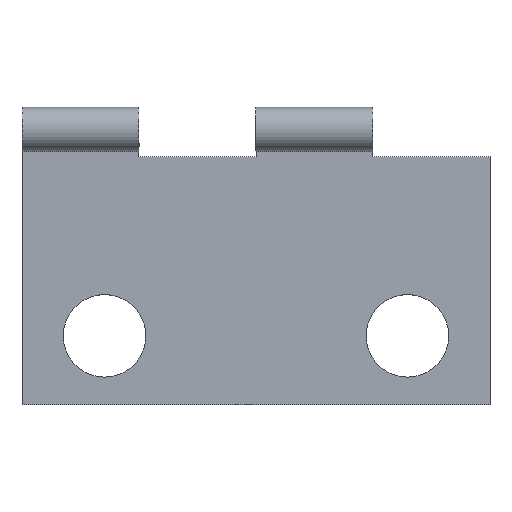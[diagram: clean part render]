
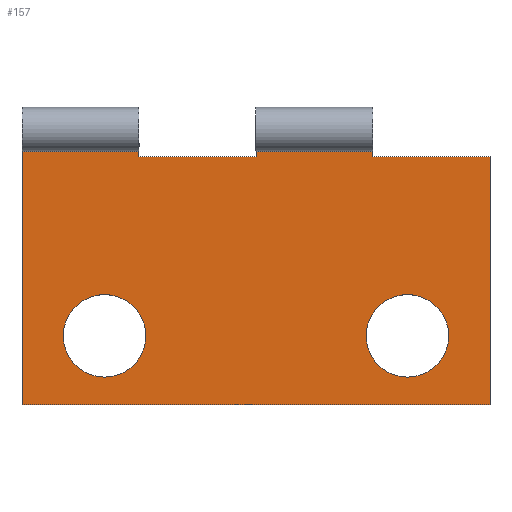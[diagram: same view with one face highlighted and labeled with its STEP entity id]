
A CAD part, top view. The second image highlights one B-rep face of the part: STEP entity #157.
In plain terms, the highlighted planar face has unit normal (0, 0, 1).
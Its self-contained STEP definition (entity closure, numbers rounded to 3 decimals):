
#8 = PLANE ( 'NONE',  #470 ) ;
#14 = FACE_BOUND ( 'NONE', #349, .T. ) ;
#17 = ORIENTED_EDGE ( 'NONE', *, *, #60, .T. ) ;
#31 = CARTESIAN_POINT ( 'NONE',  ( 5.5, -2., 0. ) ) ;
#36 = DIRECTION ( 'NONE',  ( 0., 1., 0. ) ) ;
#37 = CIRCLE ( 'NONE', #127, 1.5 ) ;
#38 = VERTEX_POINT ( 'NONE', #372 ) ;
#60 = EDGE_CURVE ( 'NONE', #639, #319, #166, .T. ) ;
#71 = ORIENTED_EDGE ( 'NONE', *, *, #680, .F. ) ;
#76 = ORIENTED_EDGE ( 'NONE', *, *, #219, .T. ) ;
#77 = DIRECTION ( 'NONE',  ( 1., 0., 0. ) ) ;
#92 = DIRECTION ( 'NONE',  ( -1., 0., 0. ) ) ;
#101 = VERTEX_POINT ( 'NONE', #610 ) ;
#102 = VECTOR ( 'NONE', #546, 1000. ) ;
#105 = CARTESIAN_POINT ( 'NONE',  ( -8.5, 4.5, 0. ) ) ;
#108 = LINE ( 'NONE', #778, #102 ) ;
#127 = AXIS2_PLACEMENT_3D ( 'NONE', #774, #922, #390 ) ;
#131 = CARTESIAN_POINT ( 'NONE',  ( -8.5, 5.5, 0. ) ) ;
#134 = ORIENTED_EDGE ( 'NONE', *, *, #264, .T. ) ;
#136 = CARTESIAN_POINT ( 'NONE',  ( 5.5, -2., 0. ) ) ;
#143 = AXIS2_PLACEMENT_3D ( 'NONE', #31, #407, #631 ) ;
#145 = DIRECTION ( 'NONE',  ( 1., 0., 0. ) ) ;
#157 = ADVANCED_FACE ( 'NONE', ( #842, #14, #313 ), #8, .T. ) ;
#165 = EDGE_CURVE ( 'NONE', #236, #923, #37, .T. ) ;
#166 = LINE ( 'NONE', #604, #321 ) ;
#182 = CARTESIAN_POINT ( 'NONE',  ( 8.5, 4.5, 0. ) ) ;
#185 = CARTESIAN_POINT ( 'NONE',  ( 8.5, -4.5, 0. ) ) ;
#188 = DIRECTION ( 'NONE',  ( -1., 0., 0. ) ) ;
#213 = ORIENTED_EDGE ( 'NONE', *, *, #741, .T. ) ;
#215 = VERTEX_POINT ( 'NONE', #484 ) ;
#219 = EDGE_CURVE ( 'NONE', #38, #776, #701, .T. ) ;
#223 = DIRECTION ( 'NONE',  ( 1., 0., 0. ) ) ;
#229 = ORIENTED_EDGE ( 'NONE', *, *, #165, .F. ) ;
#236 = VERTEX_POINT ( 'NONE', #551 ) ;
#239 = DIRECTION ( 'NONE',  ( 1., 0., 0. ) ) ;
#250 = CARTESIAN_POINT ( 'NONE',  ( -8.5, 4.5, 0. ) ) ;
#264 = EDGE_CURVE ( 'NONE', #101, #293, #966, .T. ) ;
#271 = ORIENTED_EDGE ( 'NONE', *, *, #852, .T. ) ;
#276 = EDGE_CURVE ( 'NONE', #319, #511, #328, .T. ) ;
#293 = VERTEX_POINT ( 'NONE', #705 ) ;
#295 = EDGE_CURVE ( 'NONE', #215, #823, #596, .T. ) ;
#296 = DIRECTION ( 'NONE',  ( 0., 0., 1. ) ) ;
#298 = CARTESIAN_POINT ( 'NONE',  ( -8.5, 4.5, 0. ) ) ;
#313 = FACE_OUTER_BOUND ( 'NONE', #616, .T. ) ;
#319 = VERTEX_POINT ( 'NONE', #182 ) ;
#321 = VECTOR ( 'NONE', #442, 1000. ) ;
#328 = LINE ( 'NONE', #105, #682 ) ;
#334 = VERTEX_POINT ( 'NONE', #793 ) ;
#349 = EDGE_LOOP ( 'NONE', ( #881, #71 ) ) ;
#372 = CARTESIAN_POINT ( 'NONE',  ( 0., 5.5, 0. ) ) ;
#390 = DIRECTION ( 'NONE',  ( 1., 0., 0. ) ) ;
#399 = LINE ( 'NONE', #699, #650 ) ;
#407 = DIRECTION ( 'NONE',  ( 0., 0., 1. ) ) ;
#442 = DIRECTION ( 'NONE',  ( 0., 1., 0. ) ) ;
#468 = VERTEX_POINT ( 'NONE', #892 ) ;
#469 = EDGE_CURVE ( 'NONE', #923, #236, #618, .T. ) ;
#470 = AXIS2_PLACEMENT_3D ( 'NONE', #911, #915, #239 ) ;
#481 = ORIENTED_EDGE ( 'NONE', *, *, #918, .T. ) ;
#484 = CARTESIAN_POINT ( 'NONE',  ( 7., -2., 0. ) ) ;
#503 = ORIENTED_EDGE ( 'NONE', *, *, #539, .T. ) ;
#504 = VECTOR ( 'NONE', #77, 1000. ) ;
#507 = ORIENTED_EDGE ( 'NONE', *, *, #276, .T. ) ;
#511 = VERTEX_POINT ( 'NONE', #532 ) ;
#532 = CARTESIAN_POINT ( 'NONE',  ( 4.25, 4.5, 0. ) ) ;
#539 = EDGE_CURVE ( 'NONE', #293, #639, #834, .T. ) ;
#543 = VECTOR ( 'NONE', #188, 1000. ) ;
#545 = DIRECTION ( 'NONE',  ( 0., -1., 0. ) ) ;
#546 = DIRECTION ( 'NONE',  ( -1., 0., 0. ) ) ;
#551 = CARTESIAN_POINT ( 'NONE',  ( -7., -2., 0. ) ) ;
#560 = DIRECTION ( 'NONE',  ( 0., -1., 0. ) ) ;
#562 = CARTESIAN_POINT ( 'NONE',  ( 4.25, 4.5, 0. ) ) ;
#564 = VECTOR ( 'NONE', #560, 1000. ) ;
#589 = CARTESIAN_POINT ( 'NONE',  ( -8.5, -4.5, 0. ) ) ;
#591 = LINE ( 'NONE', #298, #877 ) ;
#596 = CIRCLE ( 'NONE', #143, 1.5 ) ;
#604 = CARTESIAN_POINT ( 'NONE',  ( 8.5, 4.5, 0. ) ) ;
#606 = CARTESIAN_POINT ( 'NONE',  ( 0., 4.5, 0. ) ) ;
#610 = CARTESIAN_POINT ( 'NONE',  ( -8.5, 5.5, 0. ) ) ;
#616 = EDGE_LOOP ( 'NONE', ( #17, #507, #901, #271, #76, #213, #649, #481, #134, #503 ) ) ;
#618 = CIRCLE ( 'NONE', #667, 1.5 ) ;
#625 = DIRECTION ( 'NONE',  ( -1., 0., 0. ) ) ;
#628 = CARTESIAN_POINT ( 'NONE',  ( 4.25, 5.5, 0. ) ) ;
#631 = DIRECTION ( 'NONE',  ( 1., 0., 0. ) ) ;
#635 = CIRCLE ( 'NONE', #851, 1.5 ) ;
#639 = VERTEX_POINT ( 'NONE', #185 ) ;
#641 = CARTESIAN_POINT ( 'NONE',  ( -5.5, -2., 0. ) ) ;
#649 = ORIENTED_EDGE ( 'NONE', *, *, #854, .T. ) ;
#650 = VECTOR ( 'NONE', #36, 1000. ) ;
#667 = AXIS2_PLACEMENT_3D ( 'NONE', #641, #874, #223 ) ;
#680 = EDGE_CURVE ( 'NONE', #823, #215, #635, .T. ) ;
#682 = VECTOR ( 'NONE', #625, 1000. ) ;
#699 = CARTESIAN_POINT ( 'NONE',  ( -4.25, 4.5, 0. ) ) ;
#701 = LINE ( 'NONE', #926, #962 ) ;
#705 = CARTESIAN_POINT ( 'NONE',  ( -8.5, -4.5, 0. ) ) ;
#732 = EDGE_LOOP ( 'NONE', ( #955, #229 ) ) ;
#741 = EDGE_CURVE ( 'NONE', #776, #468, #591, .T. ) ;
#762 = CARTESIAN_POINT ( 'NONE',  ( 4., -2., 0. ) ) ;
#774 = CARTESIAN_POINT ( 'NONE',  ( -5.5, -2., 0. ) ) ;
#776 = VERTEX_POINT ( 'NONE', #606 ) ;
#778 = CARTESIAN_POINT ( 'NONE',  ( 0., 5.5, 0. ) ) ;
#793 = CARTESIAN_POINT ( 'NONE',  ( -4.25, 5.5, 0. ) ) ;
#794 = DIRECTION ( 'NONE',  ( 0., 1., 0. ) ) ;
#823 = VERTEX_POINT ( 'NONE', #762 ) ;
#834 = LINE ( 'NONE', #589, #504 ) ;
#842 = FACE_BOUND ( 'NONE', #732, .T. ) ;
#849 = VERTEX_POINT ( 'NONE', #628 ) ;
#851 = AXIS2_PLACEMENT_3D ( 'NONE', #136, #296, #145 ) ;
#852 = EDGE_CURVE ( 'NONE', #849, #38, #108, .T. ) ;
#854 = EDGE_CURVE ( 'NONE', #468, #334, #399, .T. ) ;
#874 = DIRECTION ( 'NONE',  ( 0., 0., 1. ) ) ;
#875 = LINE ( 'NONE', #562, #949 ) ;
#877 = VECTOR ( 'NONE', #92, 1000. ) ;
#881 = ORIENTED_EDGE ( 'NONE', *, *, #295, .F. ) ;
#892 = CARTESIAN_POINT ( 'NONE',  ( -4.25, 4.5, 0. ) ) ;
#901 = ORIENTED_EDGE ( 'NONE', *, *, #961, .T. ) ;
#911 = CARTESIAN_POINT ( 'NONE',  ( 0., 0., 0. ) ) ;
#915 = DIRECTION ( 'NONE',  ( 0., 0., 1. ) ) ;
#918 = EDGE_CURVE ( 'NONE', #334, #101, #958, .T. ) ;
#922 = DIRECTION ( 'NONE',  ( 0., 0., 1. ) ) ;
#923 = VERTEX_POINT ( 'NONE', #943 ) ;
#926 = CARTESIAN_POINT ( 'NONE',  ( 0., 4.5, 0. ) ) ;
#943 = CARTESIAN_POINT ( 'NONE',  ( -4., -2., 0. ) ) ;
#949 = VECTOR ( 'NONE', #794, 1000. ) ;
#955 = ORIENTED_EDGE ( 'NONE', *, *, #469, .F. ) ;
#958 = LINE ( 'NONE', #131, #543 ) ;
#961 = EDGE_CURVE ( 'NONE', #511, #849, #875, .T. ) ;
#962 = VECTOR ( 'NONE', #545, 1000. ) ;
#966 = LINE ( 'NONE', #250, #564 ) ;
